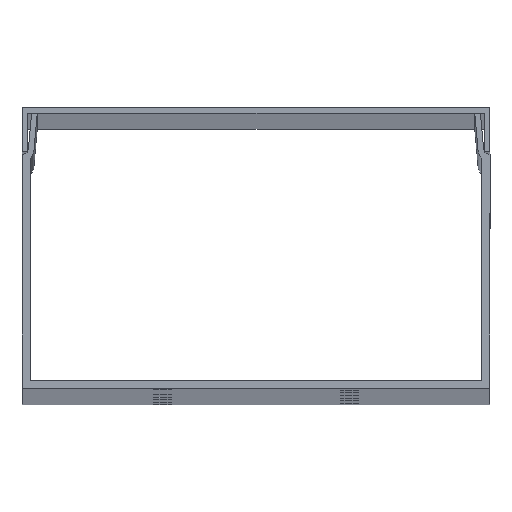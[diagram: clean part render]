
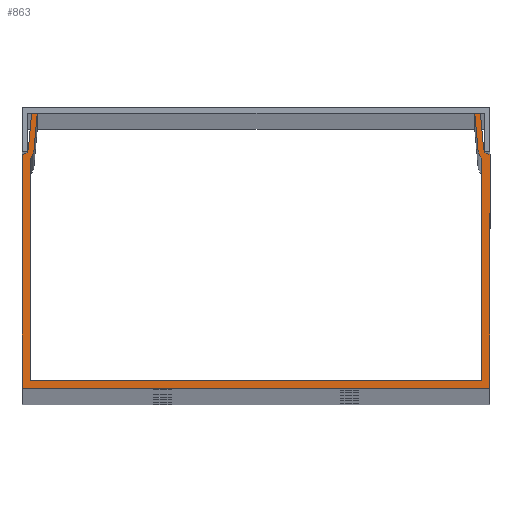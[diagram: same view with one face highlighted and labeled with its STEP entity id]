
A CAD part, top view. The second image highlights one B-rep face of the part: STEP entity #863.
In plain terms, the highlighted planar face has unit normal (0, 0, 1).
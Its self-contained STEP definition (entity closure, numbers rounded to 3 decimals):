
#1 = AXIS2_PLACEMENT_3D ( 'NONE', #328, #1856, #728 ) ;
#21 = EDGE_CURVE ( 'NONE', #375, #1018, #1876, .T. ) ;
#65 = ORIENTED_EDGE ( 'NONE', *, *, #1287, .T. ) ;
#73 = EDGE_CURVE ( 'NONE', #1778, #1966, #1329, .T. ) ;
#76 = DIRECTION ( 'NONE',  ( -1., 0., 0. ) ) ;
#81 = CARTESIAN_POINT ( 'NONE',  ( -50., 0., 1000. ) ) ;
#91 = ORIENTED_EDGE ( 'NONE', *, *, #111, .F. ) ;
#93 = VERTEX_POINT ( 'NONE', #1376 ) ;
#111 = EDGE_CURVE ( 'NONE', #396, #1817, #150, .T. ) ;
#140 = LINE ( 'NONE', #2207, #2072 ) ;
#150 = CIRCLE ( 'NONE', #1571, 2.5 ) ;
#156 = CARTESIAN_POINT ( 'NONE',  ( -49.941, 51.026, 1000. ) ) ;
#162 = LINE ( 'NONE', #1578, #1156 ) ;
#164 = CARTESIAN_POINT ( 'NONE',  ( -48.25, 49.185, 1000. ) ) ;
#191 = ORIENTED_EDGE ( 'NONE', *, *, #1227, .T. ) ;
#220 = CARTESIAN_POINT ( 'NONE',  ( 48.25, 1.75, 1000. ) ) ;
#233 = EDGE_CURVE ( 'NONE', #2147, #927, #1138, .T. ) ;
#269 = VECTOR ( 'NONE', #1370, 1000. ) ;
#271 = DIRECTION ( 'NONE',  ( 0., -1., 0. ) ) ;
#297 = DIRECTION ( 'NONE',  ( -1., 0., 0. ) ) ;
#321 = CARTESIAN_POINT ( 'NONE',  ( 47.956, 58.8, 1000. ) ) ;
#328 = CARTESIAN_POINT ( 'NONE',  ( 49.941, 51.026, 1000. ) ) ;
#375 = VERTEX_POINT ( 'NONE', #1723 ) ;
#396 = VERTEX_POINT ( 'NONE', #493 ) ;
#421 = EDGE_CURVE ( 'NONE', #834, #93, #2343, .T. ) ;
#432 = DIRECTION ( 'NONE',  ( -0.087, 0.996, 0. ) ) ;
#458 = ORIENTED_EDGE ( 'NONE', *, *, #939, .T. ) ;
#493 = CARTESIAN_POINT ( 'NONE',  ( -47.451, 50.808, 1000. ) ) ;
#494 = CARTESIAN_POINT ( 'NONE',  ( 48.25, 1.75, 1000. ) ) ;
#504 = CARTESIAN_POINT ( 'NONE',  ( 46.752, 58.8, 1000. ) ) ;
#505 = DIRECTION ( 'NONE',  ( -1., 0., 0. ) ) ;
#509 = VECTOR ( 'NONE', #1827, 1000. ) ;
#527 = CARTESIAN_POINT ( 'NONE',  ( -48.646, 50.913, 1000. ) ) ;
#568 = LINE ( 'NONE', #1649, #509 ) ;
#574 = CARTESIAN_POINT ( 'NONE',  ( -49.642, 51., 1000. ) ) ;
#588 = EDGE_CURVE ( 'NONE', #1644, #853, #1565, .T. ) ;
#648 = DIRECTION ( 'NONE',  ( 0., 1., 0. ) ) ;
#652 = LINE ( 'NONE', #494, #1552 ) ;
#679 = DIRECTION ( 'NONE',  ( -1., 0., 0. ) ) ;
#688 = CARTESIAN_POINT ( 'NONE',  ( -47.956, 58.8, 1000. ) ) ;
#697 = EDGE_CURVE ( 'NONE', #1704, #1644, #1604, .T. ) ;
#728 = DIRECTION ( 'NONE',  ( 1., 0., 0. ) ) ;
#741 = EDGE_CURVE ( 'NONE', #1966, #2417, #652, .T. ) ;
#743 = DIRECTION ( 'NONE',  ( -1., 0., 0. ) ) ;
#744 = ORIENTED_EDGE ( 'NONE', *, *, #73, .T. ) ;
#745 = VECTOR ( 'NONE', #1082, 1000. ) ;
#782 = VECTOR ( 'NONE', #679, 1000. ) ;
#800 = CARTESIAN_POINT ( 'NONE',  ( 48.25, 1.75, 1000. ) ) ;
#816 = DIRECTION ( 'NONE',  ( 0.087, -0.996, 0. ) ) ;
#834 = VERTEX_POINT ( 'NONE', #321 ) ;
#849 = VECTOR ( 'NONE', #915, 1000. ) ;
#853 = VERTEX_POINT ( 'NONE', #2189 ) ;
#857 = EDGE_CURVE ( 'NONE', #1870, #1778, #1019, .T. ) ;
#863 = ADVANCED_FACE ( 'NONE', ( #957 ), #1822, .F. ) ;
#911 = LINE ( 'NONE', #2028, #849 ) ;
#915 = DIRECTION ( 'NONE',  ( 0., 1., 0. ) ) ;
#923 = CARTESIAN_POINT ( 'NONE',  ( 49.642, 51., 1000. ) ) ;
#927 = VERTEX_POINT ( 'NONE', #2431 ) ;
#936 = VECTOR ( 'NONE', #432, 1000. ) ;
#939 = EDGE_CURVE ( 'NONE', #1794, #1704, #2335, .T. ) ;
#946 = VERTEX_POINT ( 'NONE', #688 ) ;
#957 = FACE_OUTER_BOUND ( 'NONE', #1863, .T. ) ;
#975 = ORIENTED_EDGE ( 'NONE', *, *, #233, .T. ) ;
#978 = DIRECTION ( 'NONE',  ( 0., 0., -1. ) ) ;
#1018 = VERTEX_POINT ( 'NONE', #1595 ) ;
#1019 = CIRCLE ( 'NONE', #1, 2.5 ) ;
#1050 = CARTESIAN_POINT ( 'NONE',  ( -50., 50., 1000. ) ) ;
#1069 = CARTESIAN_POINT ( 'NONE',  ( -46.752, 58.8, 1000. ) ) ;
#1072 = EDGE_CURVE ( 'NONE', #93, #1870, #162, .T. ) ;
#1082 = DIRECTION ( 'NONE',  ( -0.087, -0.996, 0. ) ) ;
#1099 = CARTESIAN_POINT ( 'NONE',  ( -48.646, 50.913, 1000. ) ) ;
#1105 = VECTOR ( 'NONE', #297, 1000. ) ;
#1115 = DIRECTION ( 'NONE',  ( -1., 0., 0. ) ) ;
#1118 = EDGE_CURVE ( 'NONE', #927, #375, #1607, .T. ) ;
#1138 = LINE ( 'NONE', #1504, #2071 ) ;
#1156 = VECTOR ( 'NONE', #816, 1000. ) ;
#1184 = CARTESIAN_POINT ( 'NONE',  ( 48.646, 50.913, 1000. ) ) ;
#1198 = DIRECTION ( 'NONE',  ( 0., 0., -1. ) ) ;
#1212 = ORIENTED_EDGE ( 'NONE', *, *, #741, .T. ) ;
#1227 = EDGE_CURVE ( 'NONE', #396, #1452, #2310, .T. ) ;
#1235 = DIRECTION ( 'NONE',  ( 0.087, 0.996, 0. ) ) ;
#1253 = DIRECTION ( 'NONE',  ( -1., 0., 0. ) ) ;
#1274 = CARTESIAN_POINT ( 'NONE',  ( 48.25, 49.185, 1000. ) ) ;
#1287 = EDGE_CURVE ( 'NONE', #853, #2147, #140, .T. ) ;
#1329 = LINE ( 'NONE', #800, #269 ) ;
#1332 = ORIENTED_EDGE ( 'NONE', *, *, #2370, .T. ) ;
#1370 = DIRECTION ( 'NONE',  ( 0., -1., 0. ) ) ;
#1376 = CARTESIAN_POINT ( 'NONE',  ( 46.752, 58.8, 1000. ) ) ;
#1409 = EDGE_CURVE ( 'NONE', #2417, #1817, #911, .T. ) ;
#1452 = VERTEX_POINT ( 'NONE', #1069 ) ;
#1459 = ORIENTED_EDGE ( 'NONE', *, *, #588, .T. ) ;
#1501 = VECTOR ( 'NONE', #271, 1000. ) ;
#1504 = CARTESIAN_POINT ( 'NONE',  ( 50., 0., 1000. ) ) ;
#1510 = ORIENTED_EDGE ( 'NONE', *, *, #1409, .T. ) ;
#1518 = ORIENTED_EDGE ( 'NONE', *, *, #1118, .T. ) ;
#1525 = ORIENTED_EDGE ( 'NONE', *, *, #1072, .T. ) ;
#1552 = VECTOR ( 'NONE', #505, 1000. ) ;
#1565 = LINE ( 'NONE', #81, #1501 ) ;
#1571 = AXIS2_PLACEMENT_3D ( 'NONE', #156, #1198, #76 ) ;
#1578 = CARTESIAN_POINT ( 'NONE',  ( 47.451, 50.808, 1000. ) ) ;
#1595 = CARTESIAN_POINT ( 'NONE',  ( 48.646, 50.913, 1000. ) ) ;
#1597 = ORIENTED_EDGE ( 'NONE', *, *, #1753, .T. ) ;
#1604 = LINE ( 'NONE', #1050, #1105 ) ;
#1607 = LINE ( 'NONE', #1757, #2035 ) ;
#1644 = VERTEX_POINT ( 'NONE', #1726 ) ;
#1649 = CARTESIAN_POINT ( 'NONE',  ( -47.956, 58.8, 1000. ) ) ;
#1693 = CARTESIAN_POINT ( 'NONE',  ( -48.25, 1.75, 1000. ) ) ;
#1704 = VERTEX_POINT ( 'NONE', #1811 ) ;
#1723 = CARTESIAN_POINT ( 'NONE',  ( 49.642, 50., 1000. ) ) ;
#1726 = CARTESIAN_POINT ( 'NONE',  ( -50., 50., 1000. ) ) ;
#1753 = EDGE_CURVE ( 'NONE', #1452, #946, #568, .T. ) ;
#1754 = LINE ( 'NONE', #527, #745 ) ;
#1757 = CARTESIAN_POINT ( 'NONE',  ( 50., 50., 1000. ) ) ;
#1778 = VERTEX_POINT ( 'NONE', #1274 ) ;
#1794 = VERTEX_POINT ( 'NONE', #1099 ) ;
#1797 = ORIENTED_EDGE ( 'NONE', *, *, #2055, .T. ) ;
#1802 = VECTOR ( 'NONE', #1235, 1000. ) ;
#1811 = CARTESIAN_POINT ( 'NONE',  ( -49.642, 50., 1000. ) ) ;
#1817 = VERTEX_POINT ( 'NONE', #164 ) ;
#1822 = PLANE ( 'NONE',  #2254 ) ;
#1827 = DIRECTION ( 'NONE',  ( -1., 0., 0. ) ) ;
#1832 = ORIENTED_EDGE ( 'NONE', *, *, #697, .T. ) ;
#1854 = CARTESIAN_POINT ( 'NONE',  ( 50., 0., 1000. ) ) ;
#1856 = DIRECTION ( 'NONE',  ( 0., 0., 1. ) ) ;
#1863 = EDGE_LOOP ( 'NONE', ( #1332, #2355, #1525, #2276, #744, #1212, #1510, #91, #191, #1597, #1797, #458, #1832, #1459, #65, #975, #1518, #2368 ) ) ;
#1867 = DIRECTION ( 'NONE',  ( 0., 0., -1. ) ) ;
#1870 = VERTEX_POINT ( 'NONE', #2447 ) ;
#1876 = CIRCLE ( 'NONE', #1907, 1. ) ;
#1907 = AXIS2_PLACEMENT_3D ( 'NONE', #2086, #978, #1253 ) ;
#1932 = LINE ( 'NONE', #1184, #936 ) ;
#1966 = VERTEX_POINT ( 'NONE', #220 ) ;
#2028 = CARTESIAN_POINT ( 'NONE',  ( -48.25, 1.75, 1000. ) ) ;
#2035 = VECTOR ( 'NONE', #2326, 1000. ) ;
#2055 = EDGE_CURVE ( 'NONE', #946, #1794, #1754, .T. ) ;
#2071 = VECTOR ( 'NONE', #648, 1000. ) ;
#2072 = VECTOR ( 'NONE', #2388, 1000. ) ;
#2086 = CARTESIAN_POINT ( 'NONE',  ( 49.642, 51., 1000. ) ) ;
#2147 = VERTEX_POINT ( 'NONE', #1854 ) ;
#2189 = CARTESIAN_POINT ( 'NONE',  ( -50., 0., 1000. ) ) ;
#2207 = CARTESIAN_POINT ( 'NONE',  ( 50., 0., 1000. ) ) ;
#2239 = DIRECTION ( 'NONE',  ( 0., 0., -1. ) ) ;
#2240 = AXIS2_PLACEMENT_3D ( 'NONE', #574, #1867, #743 ) ;
#2254 = AXIS2_PLACEMENT_3D ( 'NONE', #923, #2239, #1115 ) ;
#2276 = ORIENTED_EDGE ( 'NONE', *, *, #857, .T. ) ;
#2310 = LINE ( 'NONE', #2364, #1802 ) ;
#2326 = DIRECTION ( 'NONE',  ( -1., 0., 0. ) ) ;
#2335 = CIRCLE ( 'NONE', #2240, 1. ) ;
#2343 = LINE ( 'NONE', #504, #782 ) ;
#2355 = ORIENTED_EDGE ( 'NONE', *, *, #421, .T. ) ;
#2364 = CARTESIAN_POINT ( 'NONE',  ( -47.451, 50.808, 1000. ) ) ;
#2368 = ORIENTED_EDGE ( 'NONE', *, *, #21, .T. ) ;
#2370 = EDGE_CURVE ( 'NONE', #1018, #834, #1932, .T. ) ;
#2388 = DIRECTION ( 'NONE',  ( 1., 0., 0. ) ) ;
#2417 = VERTEX_POINT ( 'NONE', #1693 ) ;
#2431 = CARTESIAN_POINT ( 'NONE',  ( 50., 50., 1000. ) ) ;
#2447 = CARTESIAN_POINT ( 'NONE',  ( 47.451, 50.808, 1000. ) ) ;
